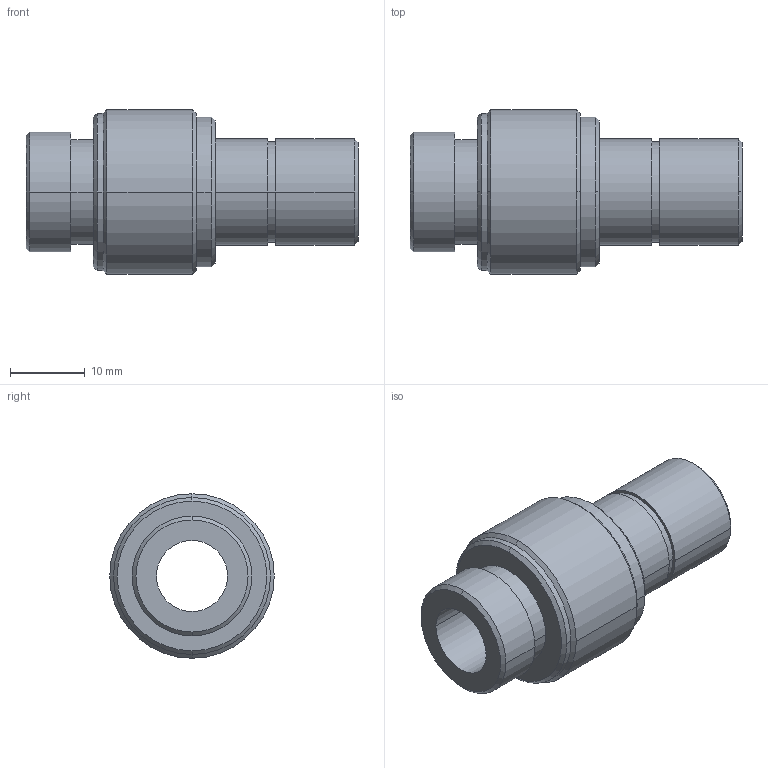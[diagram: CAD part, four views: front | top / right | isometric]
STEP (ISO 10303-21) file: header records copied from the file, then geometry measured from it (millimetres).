
FILE_DESCRIPTION (( 'STEP AP203' ), '1' );
FILE_NAME ('Ecrou à billes_Défaut_sldprt.STEP', '2024-09-06T13:39:40', ( '' ), ( '' ), 'SwSTEP 2.0', 'SolidWorks 2020', '' );
FILE_SCHEMA (( 'CONFIG_CONTROL_DESIGN' ));
Length unit declared in the file: millimetre
Products named in the file (1): Ecrou à billes_Défaut_sldprt
Bounding box: 44.4 x 22 x 22 mm (x, y, z)
Volume: 7465.8 mm3; surface area: 4345.8 mm2
Topology: 1 solids, 1 shells, 40 faces, 96 edges, 64 vertices
Faces by surface type: cylinder 18, cone 14, plane 8
Entity records: 1285 total; most frequent: DIRECTION 242, CARTESIAN_POINT 201, ORIENTED_EDGE 192, AXIS2_PLACEMENT_3D 105, EDGE_CURVE 96, CIRCLE 64, VERTEX_POINT 64, EDGE_LOOP 48
